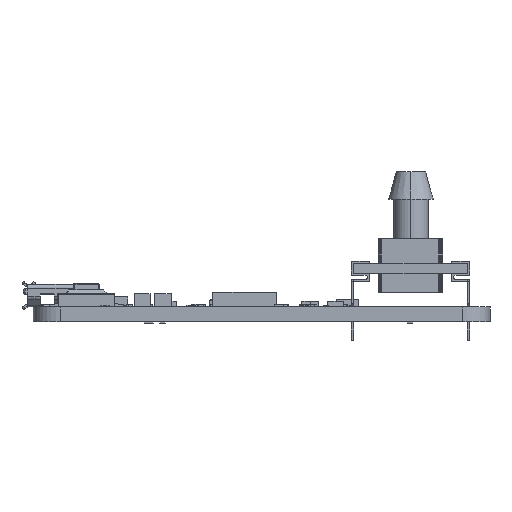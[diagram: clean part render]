
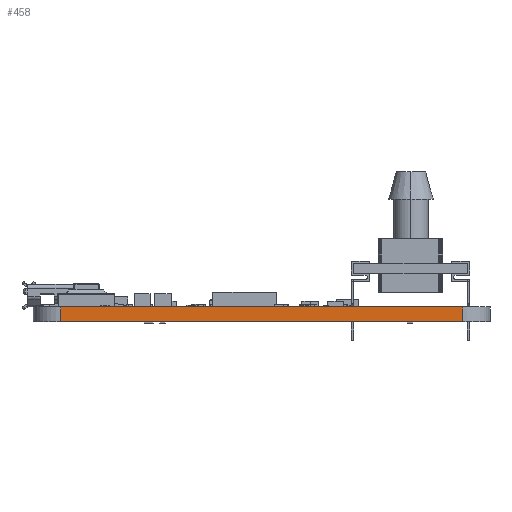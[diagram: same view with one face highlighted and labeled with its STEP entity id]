
A CAD part, front view. The second image highlights one B-rep face of the part: STEP entity #458.
In plain terms, the highlighted planar face has unit normal (0, -1, 0).
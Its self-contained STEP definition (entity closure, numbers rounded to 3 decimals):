
#228 = EDGE_CURVE('',#229,#231,#233,.T.);
#229 = VERTEX_POINT('',#230);
#230 = CARTESIAN_POINT('',(15.7,12.7,-1.615));
#231 = VERTEX_POINT('',#232);
#232 = CARTESIAN_POINT('',(15.7,12.7,0.));
#233 = LINE('',#234,#235);
#234 = CARTESIAN_POINT('',(15.7,12.7,-1.615));
#235 = VECTOR('',#236,1.);
#236 = DIRECTION('',(0.,0.,1.));
#431 = VERTEX_POINT('',#432);
#432 = CARTESIAN_POINT('',(59.7,12.7,0.));
#439 = EDGE_CURVE('',#440,#431,#442,.T.);
#440 = VERTEX_POINT('',#441);
#441 = CARTESIAN_POINT('',(59.7,12.7,-1.615));
#442 = LINE('',#443,#444);
#443 = CARTESIAN_POINT('',(59.7,12.7,-1.615));
#444 = VECTOR('',#445,1.);
#445 = DIRECTION('',(0.,0.,1.));
#458 = ADVANCED_FACE('',(#459),#475,.T.);
#459 = FACE_BOUND('',#460,.T.);
#460 = EDGE_LOOP('',(#461,#462,#468,#469));
#461 = ORIENTED_EDGE('',*,*,#439,.T.);
#462 = ORIENTED_EDGE('',*,*,#463,.T.);
#463 = EDGE_CURVE('',#431,#231,#464,.T.);
#464 = LINE('',#465,#466);
#465 = CARTESIAN_POINT('',(59.7,12.7,0.));
#466 = VECTOR('',#467,1.);
#467 = DIRECTION('',(-1.,0.,0.));
#468 = ORIENTED_EDGE('',*,*,#228,.F.);
#469 = ORIENTED_EDGE('',*,*,#470,.F.);
#470 = EDGE_CURVE('',#440,#229,#471,.T.);
#471 = LINE('',#472,#473);
#472 = CARTESIAN_POINT('',(59.7,12.7,-1.615));
#473 = VECTOR('',#474,1.);
#474 = DIRECTION('',(-1.,0.,0.));
#475 = PLANE('',#476);
#476 = AXIS2_PLACEMENT_3D('',#477,#478,#479);
#477 = CARTESIAN_POINT('',(59.7,12.7,-1.615));
#478 = DIRECTION('',(0.,-1.,0.));
#479 = DIRECTION('',(-1.,0.,0.));
